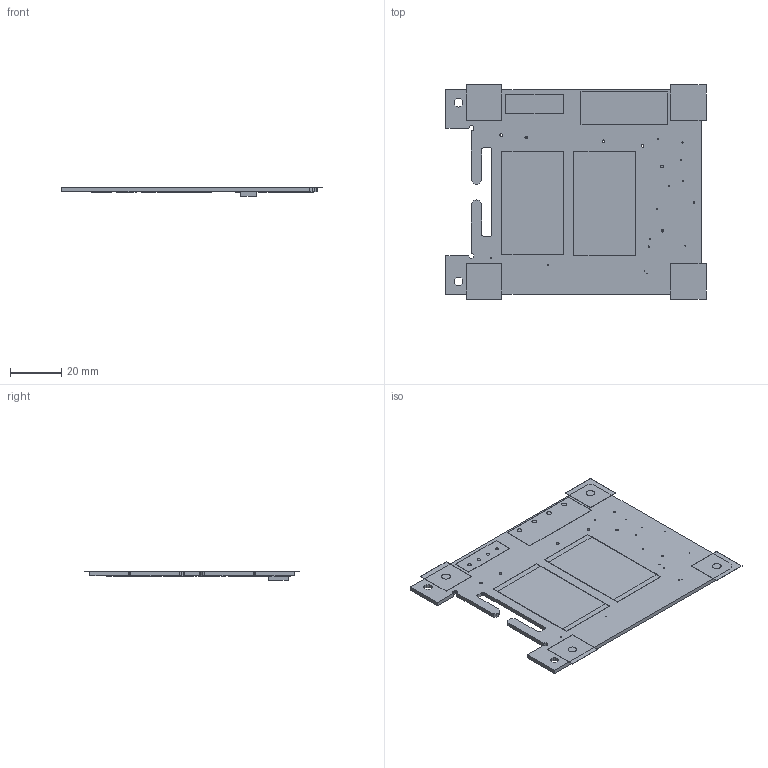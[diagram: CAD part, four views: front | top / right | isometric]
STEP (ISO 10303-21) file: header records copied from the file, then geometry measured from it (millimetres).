
FILE_DESCRIPTION(/* description */ (''),/* implementation_level */ '2;1');
FILE_NAME(/* name */ '5faf9fe8-5449-48e2-a0ec-35cc64a2b68b.stp',/* time_stamp */ '2022-07-22T23:36:11Z',/* author */ (''),/* organization */ (''),/* preprocessor_version */ 'ST-DEVELOPER v19',/* originating_system */ 'Autodesk Translation Framework v11.7.0.108',/* authorisation */ '');
FILE_SCHEMA (('AUTOMOTIVE_DESIGN { 1 0 10303 214 3 1 1 }'));
Length unit declared in the file: millimetre
Products named in the file (14): 5faf9fe8-5449-48e2-a0ec-35cc64a2b68b; PCB Component; Board; M3_BRASS; CONN_2X3_SMD; TP; 100 uF; 4.7K; ORANGE; AZ1084C; PTC; XL4005-DEV; SCREW_TERMINAL_4; BARRIER_BLOCK-4PIN
Assembly tree (58 placements, depth 3):
  5faf9fe8-5449-48e2-a0ec-35cc64a2b68b
    PCB Component
      Board
      M3_BRASS  x4
      CONN_2X3_SMD
      TP  x7
      100 uF  x3
      4.7K  x28
      ORANGE  x4
      AZ1084C  x2
      PTC  x3
      XL4005-DEV  x2
      SCREW_TERMINAL_4
      BARRIER_BLOCK-4PIN
Bounding box: 101.99 x 83.98 x 3.37 mm (x, y, z)
Volume: 9132.8 mm3; surface area: 21074.1 mm2
Topology: 57 solids, 57 shells, 540 faces, 1278 edges, 852 vertices
Faces by surface type: plane 488, cylinder 52
Full cylindrical faces by diameter (mm): 0.35 x4, 0.508 x10, 1.016 x6, 1.3 x4, 1.905 x4
Entity records: 9489 total; most frequent: CARTESIAN_POINT 1572, DIRECTION 1526, ORIENTED_EDGE 1476, EDGE_CURVE 738, LINE 634, VECTOR 634, VERTEX_POINT 492, AXIS2_PLACEMENT_3D 446
